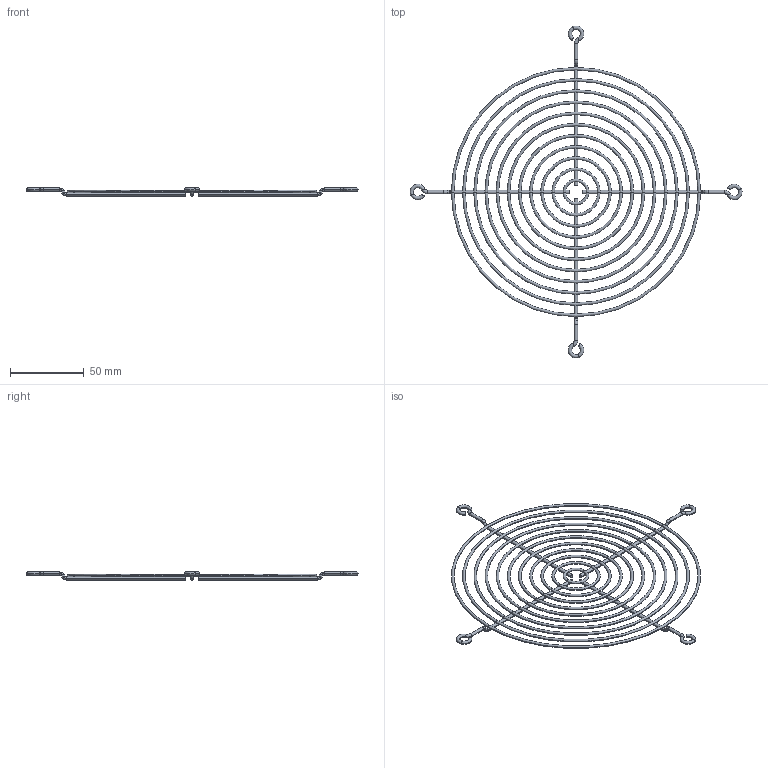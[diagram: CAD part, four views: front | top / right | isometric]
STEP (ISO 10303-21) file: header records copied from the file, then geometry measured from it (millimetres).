
FILE_DESCRIPTION (( 'STEP AP203' ), '1' );
FILE_NAME ('G180-11.stp', '2023-06-06T13:26:38', ( '' ), ( '' ), 'SwSTEP 2.0', 'SolidWorks 2018', '' );
FILE_SCHEMA (( 'CONFIG_CONTROL_DESIGN' ));
Length unit declared in the file: millimetre
Products named in the file (1): G180-11
Bounding box: 225.8 x 225.8 x 5.5 mm (x, y, z)
Volume: 10128.3 mm3; surface area: 21547.5 mm2
Topology: 15 solids, 15 shells, 124 faces, 248 edges, 132 vertices
Faces by surface type: torus 92, cylinder 24, plane 8
Entity records: 3329 total; most frequent: DIRECTION 722, CARTESIAN_POINT 505, ORIENTED_EDGE 496, AXIS2_PLACEMENT_3D 349, EDGE_CURVE 248, CIRCLE 224, VERTEX_POINT 132, EDGE_LOOP 124
